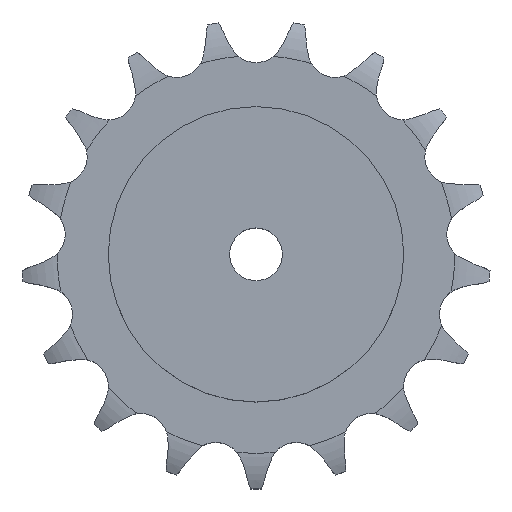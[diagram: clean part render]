
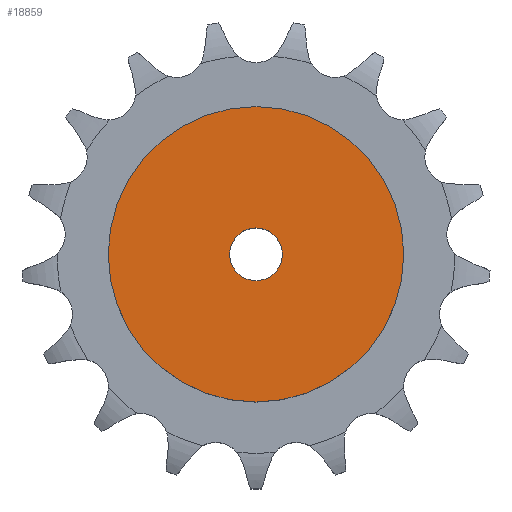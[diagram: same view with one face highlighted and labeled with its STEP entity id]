
A CAD part, top view. The second image highlights one B-rep face of the part: STEP entity #18859.
In plain terms, the highlighted planar face has unit normal (0, 0, 1).
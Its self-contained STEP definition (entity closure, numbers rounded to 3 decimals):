
#2637 = CYLINDRICAL_SURFACE('',#2638,70.);
#2638 = AXIS2_PLACEMENT_3D('',#2639,#2640,#2641);
#2639 = CARTESIAN_POINT('',(0.,0.,0.));
#2640 = DIRECTION('',(-0.,-0.,-1.));
#2641 = DIRECTION('',(1.,0.,0.));
#12094 = VERTEX_POINT('',#12095);
#12095 = CARTESIAN_POINT('',(70.,0.,55.));
#12116 = EDGE_CURVE('',#12094,#12094,#12117,.T.);
#12117 = SURFACE_CURVE('',#12118,(#12123,#12130),.PCURVE_S1.);
#12118 = CIRCLE('',#12119,70.);
#12119 = AXIS2_PLACEMENT_3D('',#12120,#12121,#12122);
#12120 = CARTESIAN_POINT('',(0.,0.,55.));
#12121 = DIRECTION('',(0.,0.,1.));
#12122 = DIRECTION('',(1.,0.,0.));
#12123 = PCURVE('',#2637,#12124);
#12124 = DEFINITIONAL_REPRESENTATION('',(#12125),#12129);
#12125 = LINE('',#12126,#12127);
#12126 = CARTESIAN_POINT('',(-0.,-55.));
#12127 = VECTOR('',#12128,1.);
#12128 = DIRECTION('',(-1.,0.));
#12129 = ( GEOMETRIC_REPRESENTATION_CONTEXT(2) 
PARAMETRIC_REPRESENTATION_CONTEXT() REPRESENTATION_CONTEXT('2D SPACE',''
  ) );
#12130 = PCURVE('',#12131,#12136);
#12131 = PLANE('',#12132);
#12132 = AXIS2_PLACEMENT_3D('',#12133,#12134,#12135);
#12133 = CARTESIAN_POINT('',(0.,0.,55.)
  );
#12134 = DIRECTION('',(0.,0.,1.));
#12135 = DIRECTION('',(1.,0.,0.));
#12136 = DEFINITIONAL_REPRESENTATION('',(#12137),#12141);
#12137 = CIRCLE('',#12138,70.);
#12138 = AXIS2_PLACEMENT_2D('',#12139,#12140);
#12139 = CARTESIAN_POINT('',(0.,0.));
#12140 = DIRECTION('',(1.,0.));
#12141 = ( GEOMETRIC_REPRESENTATION_CONTEXT(2) 
PARAMETRIC_REPRESENTATION_CONTEXT() REPRESENTATION_CONTEXT('2D SPACE',''
  ) );
#16144 = CYLINDRICAL_SURFACE('',#16145,12.5);
#16145 = AXIS2_PLACEMENT_3D('',#16146,#16147,#16148);
#16146 = CARTESIAN_POINT('',(0.,0.,351.843));
#16147 = DIRECTION('',(0.,0.,1.));
#16148 = DIRECTION('',(1.,0.,0.));
#18859 = ADVANCED_FACE('',(#18860,#18863),#12131,.T.);
#18860 = FACE_BOUND('',#18861,.T.);
#18861 = EDGE_LOOP('',(#18862));
#18862 = ORIENTED_EDGE('',*,*,#12116,.T.);
#18863 = FACE_BOUND('',#18864,.T.);
#18864 = EDGE_LOOP('',(#18865));
#18865 = ORIENTED_EDGE('',*,*,#18866,.F.);
#18866 = EDGE_CURVE('',#18867,#18867,#18869,.T.);
#18867 = VERTEX_POINT('',#18868);
#18868 = CARTESIAN_POINT('',(12.5,0.,55.));
#18869 = SURFACE_CURVE('',#18870,(#18875,#18882),.PCURVE_S1.);
#18870 = CIRCLE('',#18871,12.5);
#18871 = AXIS2_PLACEMENT_3D('',#18872,#18873,#18874);
#18872 = CARTESIAN_POINT('',(0.,0.,55.));
#18873 = DIRECTION('',(0.,0.,1.));
#18874 = DIRECTION('',(1.,0.,0.));
#18875 = PCURVE('',#12131,#18876);
#18876 = DEFINITIONAL_REPRESENTATION('',(#18877),#18881);
#18877 = CIRCLE('',#18878,12.5);
#18878 = AXIS2_PLACEMENT_2D('',#18879,#18880);
#18879 = CARTESIAN_POINT('',(0.,0.));
#18880 = DIRECTION('',(1.,0.));
#18881 = ( GEOMETRIC_REPRESENTATION_CONTEXT(2) 
PARAMETRIC_REPRESENTATION_CONTEXT() REPRESENTATION_CONTEXT('2D SPACE',''
  ) );
#18882 = PCURVE('',#16144,#18883);
#18883 = DEFINITIONAL_REPRESENTATION('',(#18884),#18888);
#18884 = LINE('',#18885,#18886);
#18885 = CARTESIAN_POINT('',(0.,-296.843));
#18886 = VECTOR('',#18887,1.);
#18887 = DIRECTION('',(1.,0.));
#18888 = ( GEOMETRIC_REPRESENTATION_CONTEXT(2) 
PARAMETRIC_REPRESENTATION_CONTEXT() REPRESENTATION_CONTEXT('2D SPACE',''
  ) );
